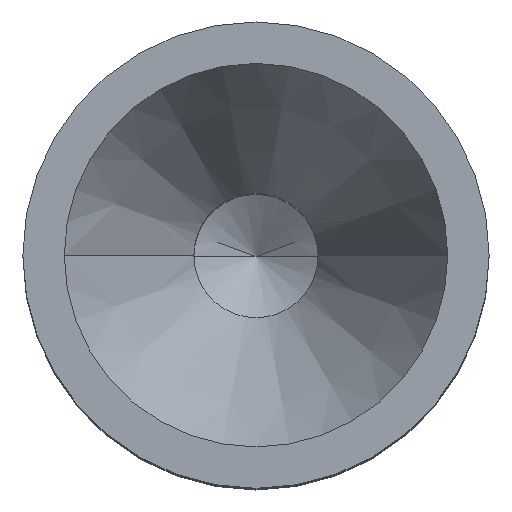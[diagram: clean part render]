
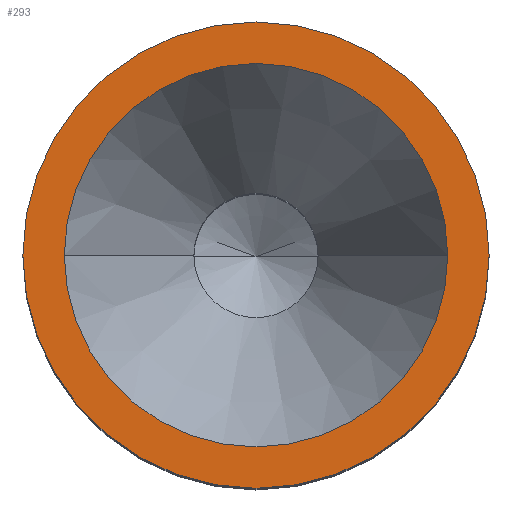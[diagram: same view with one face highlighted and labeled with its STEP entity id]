
A CAD part, top view. The second image highlights one B-rep face of the part: STEP entity #293.
In plain terms, the highlighted planar face has unit normal (0, 0, 1).
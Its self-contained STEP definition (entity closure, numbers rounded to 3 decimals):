
#15 = VERTEX_POINT ( 'NONE', #590 ) ;
#23 = EDGE_CURVE ( 'NONE', #15, #214, #398, .T. ) ;
#25 = ORIENTED_EDGE ( 'NONE', *, *, #23, .T. ) ;
#36 = CIRCLE ( 'NONE', #884, 2.25 ) ;
#57 = CARTESIAN_POINT ( 'NONE',  ( 2.25, 0., 9.2 ) ) ;
#58 = VERTEX_POINT ( 'NONE', #681 ) ;
#66 = CIRCLE ( 'NONE', #591, 1.85 ) ;
#101 = ORIENTED_EDGE ( 'NONE', *, *, #431, .T. ) ;
#129 = CARTESIAN_POINT ( 'NONE',  ( 0., 0., 9.2 ) ) ;
#131 = DIRECTION ( 'NONE',  ( -1., 0., 0. ) ) ;
#134 = CARTESIAN_POINT ( 'NONE',  ( 0., 0., 9.2 ) ) ;
#136 = VERTEX_POINT ( 'NONE', #686 ) ;
#179 = AXIS2_PLACEMENT_3D ( 'NONE', #199, #917, #263 ) ;
#192 = DIRECTION ( 'NONE',  ( 0., 0., 1. ) ) ;
#199 = CARTESIAN_POINT ( 'NONE',  ( 0., 0., 9.2 ) ) ;
#214 = VERTEX_POINT ( 'NONE', #57 ) ;
#222 = EDGE_CURVE ( 'NONE', #136, #58, #303, .T. ) ;
#232 = DIRECTION ( 'NONE',  ( 0., 0., 1. ) ) ;
#263 = DIRECTION ( 'NONE',  ( 1., 0., 0. ) ) ;
#293 = ADVANCED_FACE ( 'NONE', ( #850, #334 ), #626, .T. ) ;
#303 = CIRCLE ( 'NONE', #571, 1.85 ) ;
#306 = ORIENTED_EDGE ( 'NONE', *, *, #929, .F. ) ;
#334 = FACE_BOUND ( 'NONE', #522, .T. ) ;
#353 = ORIENTED_EDGE ( 'NONE', *, *, #222, .F. ) ;
#398 = CIRCLE ( 'NONE', #750, 2.25 ) ;
#402 = DIRECTION ( 'NONE',  ( 1., 0., 0. ) ) ;
#424 = DIRECTION ( 'NONE',  ( 0., 0., 1. ) ) ;
#431 = EDGE_CURVE ( 'NONE', #214, #15, #36, .T. ) ;
#435 = CARTESIAN_POINT ( 'NONE',  ( 0., 0., 9.2 ) ) ;
#460 = EDGE_LOOP ( 'NONE', ( #25, #101 ) ) ;
#522 = EDGE_LOOP ( 'NONE', ( #353, #306 ) ) ;
#550 = CARTESIAN_POINT ( 'NONE',  ( 0., 0., 9.2 ) ) ;
#558 = DIRECTION ( 'NONE',  ( -1., 0., 0. ) ) ;
#571 = AXIS2_PLACEMENT_3D ( 'NONE', #550, #859, #131 ) ;
#590 = CARTESIAN_POINT ( 'NONE',  ( -2.25, 0., 9.2 ) ) ;
#591 = AXIS2_PLACEMENT_3D ( 'NONE', #129, #192, #558 ) ;
#626 = PLANE ( 'NONE',  #179 ) ;
#681 = CARTESIAN_POINT ( 'NONE',  ( 1.85, 0., 9.2 ) ) ;
#686 = CARTESIAN_POINT ( 'NONE',  ( -1.85, 0., 9.2 ) ) ;
#698 = DIRECTION ( 'NONE',  ( 1., 0., 0. ) ) ;
#750 = AXIS2_PLACEMENT_3D ( 'NONE', #435, #232, #402 ) ;
#850 = FACE_OUTER_BOUND ( 'NONE', #460, .T. ) ;
#859 = DIRECTION ( 'NONE',  ( 0., 0., 1. ) ) ;
#884 = AXIS2_PLACEMENT_3D ( 'NONE', #134, #424, #698 ) ;
#917 = DIRECTION ( 'NONE',  ( 0., 0., 1. ) ) ;
#929 = EDGE_CURVE ( 'NONE', #58, #136, #66, .T. ) ;
